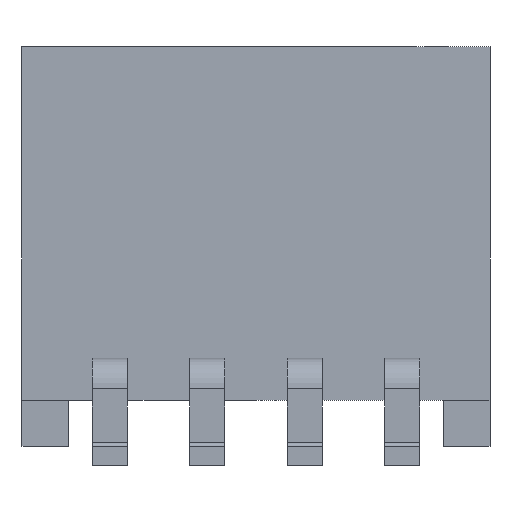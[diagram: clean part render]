
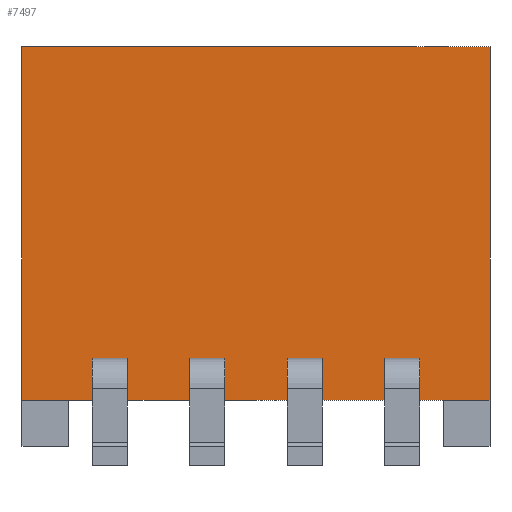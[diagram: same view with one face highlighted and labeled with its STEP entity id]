
A CAD part, front view. The second image highlights one B-rep face of the part: STEP entity #7497.
In plain terms, the highlighted planar face has unit normal (0, -1, 0).
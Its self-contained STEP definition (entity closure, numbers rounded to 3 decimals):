
#360=ORIENTED_EDGE('',*,*,#1972,.F.);
#361=ORIENTED_EDGE('',*,*,#1973,.F.);
#362=ORIENTED_EDGE('',*,*,#1974,.F.);
#363=ORIENTED_EDGE('',*,*,#1975,.F.);
#364=ORIENTED_EDGE('',*,*,#1976,.F.);
#365=ORIENTED_EDGE('',*,*,#1977,.F.);
#366=ORIENTED_EDGE('',*,*,#1978,.F.);
#367=ORIENTED_EDGE('',*,*,#1979,.F.);
#368=ORIENTED_EDGE('',*,*,#1980,.F.);
#369=ORIENTED_EDGE('',*,*,#1981,.F.);
#370=ORIENTED_EDGE('',*,*,#1982,.F.);
#371=ORIENTED_EDGE('',*,*,#1983,.F.);
#372=ORIENTED_EDGE('',*,*,#1984,.T.);
#373=ORIENTED_EDGE('',*,*,#1985,.F.);
#374=ORIENTED_EDGE('',*,*,#1986,.F.);
#375=ORIENTED_EDGE('',*,*,#1987,.T.);
#376=ORIENTED_EDGE('',*,*,#1988,.T.);
#377=ORIENTED_EDGE('',*,*,#1989,.T.);
#378=ORIENTED_EDGE('',*,*,#1990,.T.);
#379=ORIENTED_EDGE('',*,*,#1991,.T.);
#1972=EDGE_CURVE('',#2778,#2779,#3320,.F.);
#1973=EDGE_CURVE('',#2780,#2778,#3321,.F.);
#1974=EDGE_CURVE('',#2781,#2780,#3322,.F.);
#1975=EDGE_CURVE('',#2779,#2781,#3323,.F.);
#1976=EDGE_CURVE('',#2782,#2783,#3324,.F.);
#1977=EDGE_CURVE('',#2784,#2782,#3325,.F.);
#1978=EDGE_CURVE('',#2785,#2784,#3326,.F.);
#1979=EDGE_CURVE('',#2783,#2785,#3327,.F.);
#1980=EDGE_CURVE('',#2786,#2787,#3328,.F.);
#1981=EDGE_CURVE('',#2788,#2786,#3329,.F.);
#1982=EDGE_CURVE('',#2789,#2788,#3330,.F.);
#1983=EDGE_CURVE('',#2787,#2789,#3331,.F.);
#1984=EDGE_CURVE('',#2790,#2791,#3332,.T.);
#1985=EDGE_CURVE('',#2792,#2791,#3333,.T.);
#1986=EDGE_CURVE('',#2793,#2792,#3334,.T.);
#1987=EDGE_CURVE('',#2793,#2790,#3335,.T.);
#1988=EDGE_CURVE('',#2794,#2795,#3336,.F.);
#1989=EDGE_CURVE('',#2795,#2796,#3337,.F.);
#1990=EDGE_CURVE('',#2796,#2797,#3338,.F.);
#1991=EDGE_CURVE('',#2797,#2794,#3339,.F.);
#2778=VERTEX_POINT('',#9478);
#2779=VERTEX_POINT('',#9479);
#2780=VERTEX_POINT('',#9481);
#2781=VERTEX_POINT('',#9483);
#2782=VERTEX_POINT('',#9486);
#2783=VERTEX_POINT('',#9487);
#2784=VERTEX_POINT('',#9489);
#2785=VERTEX_POINT('',#9491);
#2786=VERTEX_POINT('',#9494);
#2787=VERTEX_POINT('',#9495);
#2788=VERTEX_POINT('',#9497);
#2789=VERTEX_POINT('',#9499);
#2790=VERTEX_POINT('',#9502);
#2791=VERTEX_POINT('',#9503);
#2792=VERTEX_POINT('',#9505);
#2793=VERTEX_POINT('',#9507);
#2794=VERTEX_POINT('',#9510);
#2795=VERTEX_POINT('',#9511);
#2796=VERTEX_POINT('',#9513);
#2797=VERTEX_POINT('',#9515);
#3320=LINE('',#9477,#3850);
#3321=LINE('',#9480,#3851);
#3322=LINE('',#9482,#3852);
#3323=LINE('',#9484,#3853);
#3324=LINE('',#9485,#3854);
#3325=LINE('',#9488,#3855);
#3326=LINE('',#9490,#3856);
#3327=LINE('',#9492,#3857);
#3328=LINE('',#9493,#3858);
#3329=LINE('',#9496,#3859);
#3330=LINE('',#9498,#3860);
#3331=LINE('',#9500,#3861);
#3332=LINE('',#9501,#3862);
#3333=LINE('',#9504,#3863);
#3334=LINE('',#9506,#3864);
#3335=LINE('',#9508,#3865);
#3336=LINE('',#9509,#3866);
#3337=LINE('',#9512,#3867);
#3338=LINE('',#9514,#3868);
#3339=LINE('',#9516,#3869);
#3850=VECTOR('',#8200,1000.);
#3851=VECTOR('',#8201,1000.);
#3852=VECTOR('',#8202,1000.);
#3853=VECTOR('',#8203,1000.);
#3854=VECTOR('',#8204,1000.);
#3855=VECTOR('',#8205,1000.);
#3856=VECTOR('',#8206,1000.);
#3857=VECTOR('',#8207,1000.);
#3858=VECTOR('',#8208,1000.);
#3859=VECTOR('',#8209,1000.);
#3860=VECTOR('',#8210,1000.);
#3861=VECTOR('',#8211,1000.);
#3862=VECTOR('',#8212,1000.);
#3863=VECTOR('',#8213,1000.);
#3864=VECTOR('',#8214,1000.);
#3865=VECTOR('',#8215,1000.);
#3866=VECTOR('',#8216,1000.);
#3867=VECTOR('',#8217,1000.);
#3868=VECTOR('',#8218,1000.);
#3869=VECTOR('',#8219,1000.);
#4365=EDGE_LOOP('',(#360,#361,#362,#363));
#4366=EDGE_LOOP('',(#364,#365,#366,#367));
#4367=EDGE_LOOP('',(#368,#369,#370,#371));
#4368=EDGE_LOOP('',(#372,#373,#374,#375));
#4369=EDGE_LOOP('',(#376,#377,#378,#379));
#4717=FACE_BOUND('',#4365,.T.);
#4718=FACE_BOUND('',#4366,.T.);
#4719=FACE_BOUND('',#4367,.T.);
#4720=FACE_BOUND('',#4368,.T.);
#4721=FACE_BOUND('',#4369,.T.);
#5065=PLANE('',#7811);
#7497=ADVANCED_FACE('',(#4717,#4718,#4719,#4720,#4721),#5065,.T.);
#7811=AXIS2_PLACEMENT_3D('',#9476,#8198,#8199);
#8198=DIRECTION('',(0.,-1.,0.));
#8199=DIRECTION('',(1.,0.,0.));
#8200=DIRECTION('',(-1.,0.,0.));
#8201=DIRECTION('',(0.,0.,1.));
#8202=DIRECTION('',(1.,0.,0.));
#8203=DIRECTION('',(0.,0.,-1.));
#8204=DIRECTION('',(-1.,0.,0.));
#8205=DIRECTION('',(0.,0.,1.));
#8206=DIRECTION('',(1.,0.,0.));
#8207=DIRECTION('',(0.,0.,-1.));
#8208=DIRECTION('',(1.,0.,0.));
#8209=DIRECTION('',(0.,0.,-1.));
#8210=DIRECTION('',(-1.,0.,0.));
#8211=DIRECTION('',(0.,0.,1.));
#8212=DIRECTION('',(0.,0.,-1.));
#8213=DIRECTION('',(-1.,0.,0.));
#8214=DIRECTION('',(0.,0.,-1.));
#8215=DIRECTION('',(-1.,0.,0.));
#8216=DIRECTION('',(0.,0.,-1.));
#8217=DIRECTION('',(-1.,0.,0.));
#8218=DIRECTION('',(0.,0.,1.));
#8219=DIRECTION('',(1.,0.,0.));
#9476=CARTESIAN_POINT('',(3.05,-3.25,5.21));
#9477=CARTESIAN_POINT('',(2.135,-3.25,0.9));
#9478=CARTESIAN_POINT('',(1.675,-3.25,0.9));
#9479=CARTESIAN_POINT('',(2.135,-3.25,0.9));
#9480=CARTESIAN_POINT('',(1.675,-3.25,0.9));
#9481=CARTESIAN_POINT('',(1.675,-3.25,1.15));
#9482=CARTESIAN_POINT('',(1.675,-3.25,1.15));
#9483=CARTESIAN_POINT('',(2.135,-3.25,1.15));
#9484=CARTESIAN_POINT('',(2.135,-3.25,1.15));
#9485=CARTESIAN_POINT('',(0.865,-3.25,0.9));
#9486=CARTESIAN_POINT('',(0.405,-3.25,0.9));
#9487=CARTESIAN_POINT('',(0.865,-3.25,0.9));
#9488=CARTESIAN_POINT('',(0.405,-3.25,0.9));
#9489=CARTESIAN_POINT('',(0.405,-3.25,1.15));
#9490=CARTESIAN_POINT('',(0.405,-3.25,1.15));
#9491=CARTESIAN_POINT('',(0.865,-3.25,1.15));
#9492=CARTESIAN_POINT('',(0.865,-3.25,1.15));
#9493=CARTESIAN_POINT('',(-2.135,-3.25,1.15));
#9494=CARTESIAN_POINT('',(-1.675,-3.25,1.15));
#9495=CARTESIAN_POINT('',(-2.135,-3.25,1.15));
#9496=CARTESIAN_POINT('',(-1.675,-3.25,1.15));
#9497=CARTESIAN_POINT('',(-1.675,-3.25,0.9));
#9498=CARTESIAN_POINT('',(-1.675,-3.25,0.9));
#9499=CARTESIAN_POINT('',(-2.135,-3.25,0.9));
#9500=CARTESIAN_POINT('',(-2.135,-3.25,0.9));
#9501=CARTESIAN_POINT('',(-3.05,-3.25,5.21));
#9502=CARTESIAN_POINT('',(-3.05,-3.25,5.21));
#9503=CARTESIAN_POINT('',(-3.05,-3.25,0.6));
#9504=CARTESIAN_POINT('',(2.45,-3.25,0.6));
#9505=CARTESIAN_POINT('',(3.05,-3.25,0.6));
#9506=CARTESIAN_POINT('',(3.05,-3.25,5.21));
#9507=CARTESIAN_POINT('',(3.05,-3.25,5.21));
#9508=CARTESIAN_POINT('',(3.05,-3.25,5.21));
#9509=CARTESIAN_POINT('',(-0.865,-3.25,1.15));
#9510=CARTESIAN_POINT('',(-0.865,-3.25,0.9));
#9511=CARTESIAN_POINT('',(-0.865,-3.25,1.15));
#9512=CARTESIAN_POINT('',(-0.405,-3.25,1.15));
#9513=CARTESIAN_POINT('',(-0.405,-3.25,1.15));
#9514=CARTESIAN_POINT('',(-0.405,-3.25,0.9));
#9515=CARTESIAN_POINT('',(-0.405,-3.25,0.9));
#9516=CARTESIAN_POINT('',(-0.865,-3.25,0.9));
